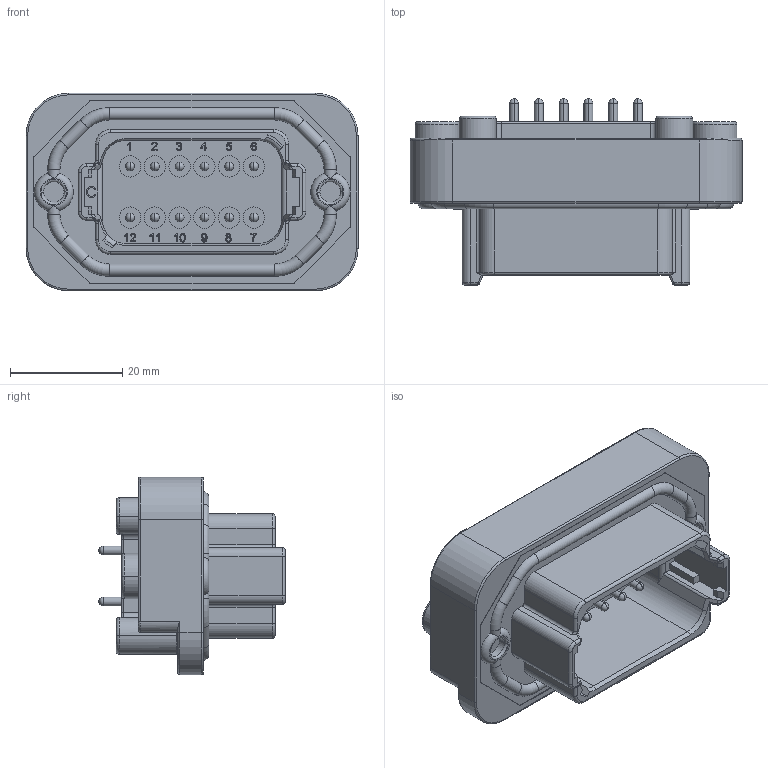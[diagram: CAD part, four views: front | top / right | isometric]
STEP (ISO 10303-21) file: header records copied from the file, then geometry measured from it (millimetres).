
FILE_DESCRIPTION((''),'2;1');
FILE_NAME('PL000636-12C-1','2018-08-09T',('Jony.xie'),(''),'PRO/ENGINEER BY PARAMETRIC TECHNOLOGY CORPORATION, 2013230','PRO/ENGINEER BY PARAMETRIC TECHNOLOGY CORPORATION, 2013230','');
FILE_SCHEMA(('AUTOMOTIVE_DESIGN { 1 0 10303 214 1 1 1 1 }'));
Length unit declared in the file: millimetre
Products named in the file (1): PL000636-12C-1
Bounding box: 59.2 x 33.21 x 35.25 mm (x, y, z)
Volume: 24045 mm3; surface area: 11138.7 mm2
Topology: 1 solids, 1 shells, 850 faces, 2216 edges, 1390 vertices
Faces by surface type: plane 260, extrusion 221, cylinder 212, torus 79, sphere 58, bspline 14, cone 6
Entity records: 27781 total; most frequent: CARTESIAN_POINT 7552, ORIENTED_EDGE 4336, DIRECTION 3663, EDGE_CURVE 2168, VERTEX_POINT 1390, VECTOR 1271, AXIS2_PLACEMENT_3D 1196, LINE 1050
